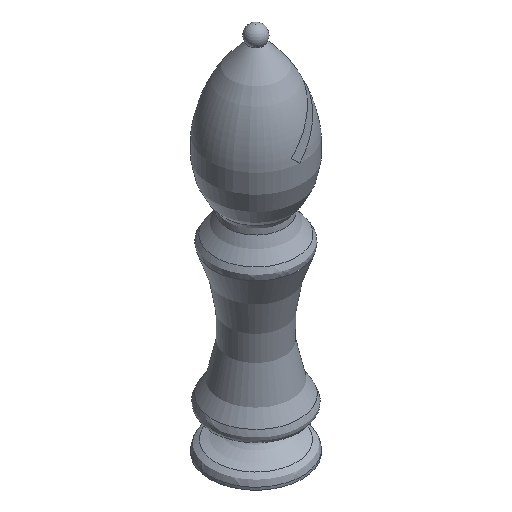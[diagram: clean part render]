
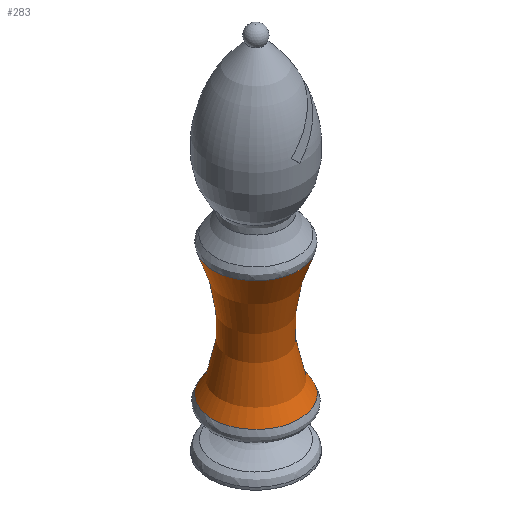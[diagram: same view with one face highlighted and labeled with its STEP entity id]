
A CAD part, isometric view. The second image highlights one B-rep face of the part: STEP entity #283.
In plain terms, the highlighted face is a revolution surface.
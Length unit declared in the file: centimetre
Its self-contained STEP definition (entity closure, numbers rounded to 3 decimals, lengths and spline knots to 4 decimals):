
#48=ELLIPSE('',#67,12.9209,6.6784);
#53=(
BOUNDED_CURVE()
B_SPLINE_CURVE(2,(#892,#893,#894,#895,#896,#897,#898,#899,#900),
 .UNSPECIFIED.,.T.,.U.)
B_SPLINE_CURVE_WITH_KNOTS((3,2,2,2,3),(0.,1.5708,3.1416,
4.7124,6.2832),.UNSPECIFIED.)
CURVE()
GEOMETRIC_REPRESENTATION_ITEM()
RATIONAL_B_SPLINE_CURVE((1.,0.707,1.,0.707,1.,0.707,
1.,0.707,1.))
REPRESENTATION_ITEM('')
);
#67=AXIS2_PLACEMENT_3D('',#901,#335,#336);
#98=VERTEX_POINT('',#772);
#99=VERTEX_POINT('',#789);
#102=VERTEX_POINT('',#902);
#131=EDGE_CURVE('',#98,#99,#310,.F.);
#132=EDGE_CURVE('',#99,#98,#311,.F.);
#136=EDGE_CURVE('',#102,#99,#48,.T.);
#137=EDGE_CURVE('',#102,#102,#315,.T.);
#199=ORIENTED_EDGE('',*,*,#132,.F.);
#200=ORIENTED_EDGE('',*,*,#136,.F.);
#201=ORIENTED_EDGE('',*,*,#137,.F.);
#202=ORIENTED_EDGE('',*,*,#136,.T.);
#203=ORIENTED_EDGE('',*,*,#131,.F.);
#242=EDGE_LOOP('',(#199,#200,#201,#202,#203));
#263=FACE_BOUND('',#242,.T.);
#283=ADVANCED_FACE('',(#263),#1382,.T.);
#310=B_SPLINE_CURVE_WITH_KNOTS('',3,(#773,#774,#775,#776,#777,#778,#779,
#780,#781,#782,#783,#784,#785,#786,#787,#788),.UNSPECIFIED.,.F.,.U.,(4,
3,3,3,3,4),(0.,1.4917,3.8783,7.3243,11.6836,
15.5268),.UNSPECIFIED.);
#311=B_SPLINE_CURVE_WITH_KNOTS('',3,(#790,#791,#792,#793,#794,#795,#796,
#797,#798,#799),.UNSPECIFIED.,.F.,.U.,(4,2,2,2,4),(15.5268,16.3613,
21.4518,26.6899,31.0536),.UNSPECIFIED.);
#315=B_SPLINE_CURVE_WITH_KNOTS('',3,(#903,#904,#905,#906,#907,#908,#909,
#910,#911,#912,#913,#914,#915,#916,#917,#918,#919,#920,#921,#922,#923,#924,
#925,#926,#927),.UNSPECIFIED.,.T.,.U.,(4,3,3,3,3,3,3,3,4),(0.,0.3018,
0.7847,1.3772,2.1309,3.0918,4.1439,
5.2039,6.2832),.UNSPECIFIED.);
#334=DIRECTION('',(0.,0.,1.));
#335=DIRECTION('',(0.,-1.,0.));
#336=DIRECTION('',(-2.429,0.,-12.691));
#772=CARTESIAN_POINT('',(-5.9554,-0.0048,6.9281));
#773=CARTESIAN_POINT('',(5.9554,0.,6.9281));
#774=CARTESIAN_POINT('',(5.9554,0.5955,6.9281));
#775=CARTESIAN_POINT('',(5.864,1.1998,6.9281));
#776=CARTESIAN_POINT('',(5.6856,1.7721,6.9281));
#777=CARTESIAN_POINT('',(5.4002,2.6878,6.9281));
#778=CARTESIAN_POINT('',(4.8869,3.5346,6.9281));
#779=CARTESIAN_POINT('',(4.2131,4.209,6.9281));
#780=CARTESIAN_POINT('',(3.2402,5.1829,6.9281));
#781=CARTESIAN_POINT('',(1.9028,5.8104,6.9281));
#782=CARTESIAN_POINT('',(0.5243,5.9322,6.9281));
#783=CARTESIAN_POINT('',(-1.2196,6.0864,6.9281));
#784=CARTESIAN_POINT('',(-3.0228,5.4197,6.9281));
#785=CARTESIAN_POINT('',(-4.2462,4.1757,6.9281));
#786=CARTESIAN_POINT('',(-5.3247,3.079,6.9281));
#787=CARTESIAN_POINT('',(-5.9566,1.5332,6.9281));
#788=CARTESIAN_POINT('',(-5.9554,-0.0048,6.9281));
#789=CARTESIAN_POINT('',(5.9554,0.,6.9281));
#790=CARTESIAN_POINT('',(-5.9512,-0.004,6.9281));
#791=CARTESIAN_POINT('',(-5.9532,-0.3395,6.9281));
#792=CARTESIAN_POINT('',(-5.9265,-0.6751,6.9281));
#793=CARTESIAN_POINT('',(-5.5228,-3.0291,6.9281));
#794=CARTESIAN_POINT('',(-4.0616,-4.8104,6.9281));
#795=CARTESIAN_POINT('',(-0.2,-6.312,6.9281));
#796=CARTESIAN_POINT('',(2.1695,-5.9304,6.9281));
#797=CARTESIAN_POINT('',(5.1391,-3.4809,6.9281));
#798=CARTESIAN_POINT('',(5.9554,-1.7422,6.9281));
#799=CARTESIAN_POINT('',(5.9554,0.,6.9281));
#891=CARTESIAN_POINT('',(0.,0.,5.3893));
#892=CARTESIAN_POINT('',(8.3576,0.,5.3893));
#893=CARTESIAN_POINT('',(1.7983,0.,6.6449));
#894=CARTESIAN_POINT('',(4.2276,0.,19.3355));
#895=CARTESIAN_POINT('',(6.6568,0.,32.026));
#896=CARTESIAN_POINT('',(13.2162,0.,30.7704));
#897=CARTESIAN_POINT('',(19.7755,0.,29.5148));
#898=CARTESIAN_POINT('',(17.3462,0.,16.8242));
#899=CARTESIAN_POINT('',(14.9169,0.,4.1337));
#900=CARTESIAN_POINT('',(8.3576,0.,5.3893));
#901=CARTESIAN_POINT('',(10.7869,0.,18.0799));
#902=CARTESIAN_POINT('',(5.8324,0.,24.5005));
#903=CARTESIAN_POINT('',(5.8324,0.,24.5005));
#904=CARTESIAN_POINT('',(5.8324,0.5832,24.5005));
#905=CARTESIAN_POINT('',(5.7429,1.1751,24.5005));
#906=CARTESIAN_POINT('',(5.5682,1.7355,24.5005));
#907=CARTESIAN_POINT('',(5.2887,2.6323,24.5005));
#908=CARTESIAN_POINT('',(4.7861,3.4616,24.5005));
#909=CARTESIAN_POINT('',(4.1262,4.1222,24.5005));
#910=CARTESIAN_POINT('',(3.3165,4.9326,24.5005));
#911=CARTESIAN_POINT('',(2.2539,5.5021,24.5005));
#912=CARTESIAN_POINT('',(1.1195,5.724,24.5005));
#913=CARTESIAN_POINT('',(-0.3235,6.0062,24.5005));
#914=CARTESIAN_POINT('',(-1.8561,5.7214,24.5005));
#915=CARTESIAN_POINT('',(-3.1014,4.9395,24.5005));
#916=CARTESIAN_POINT('',(-4.6892,3.9426,24.5005));
#917=CARTESIAN_POINT('',(-5.7349,2.1427,24.5005));
#918=CARTESIAN_POINT('',(-5.8255,0.2841,24.5005));
#919=CARTESIAN_POINT('',(-5.9248,-1.7508,24.5005));
#920=CARTESIAN_POINT('',(-4.8629,-3.8179,24.5005));
#921=CARTESIAN_POINT('',(-3.1328,-4.9196,24.5005));
#922=CARTESIAN_POINT('',(-1.3898,-6.0296,24.5005));
#923=CARTESIAN_POINT('',(0.9396,-6.116,24.5005));
#924=CARTESIAN_POINT('',(2.7602,-5.138,24.5005));
#925=CARTESIAN_POINT('',(4.6138,-4.1422,24.5005));
#926=CARTESIAN_POINT('',(5.8324,-2.0856,24.5005));
#927=CARTESIAN_POINT('',(5.8324,0.,24.5005));
#1375=AXIS1_PLACEMENT('',#891,#334);
#1382=SURFACE_OF_REVOLUTION('',#53,#1375);
